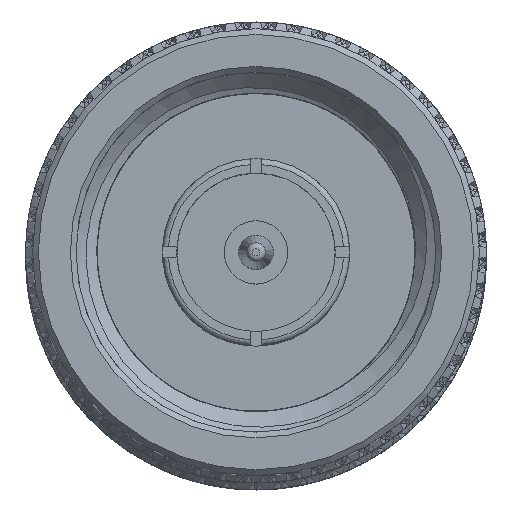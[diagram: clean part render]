
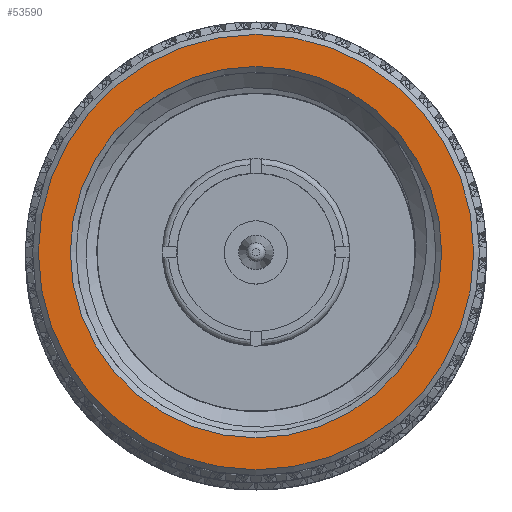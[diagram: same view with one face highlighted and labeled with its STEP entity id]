
A CAD part, top view. The second image highlights one B-rep face of the part: STEP entity #53590.
In plain terms, the highlighted face is planar.
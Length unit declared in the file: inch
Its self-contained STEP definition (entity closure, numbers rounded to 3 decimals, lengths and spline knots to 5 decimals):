
#2150 = ORIENTED_EDGE ( 'NONE', *, *, #35188, .T. ) ;
#4141 = DIRECTION ( 'NONE',  ( -1., 0., 0. ) ) ;
#18611 = VERTEX_POINT ( 'NONE', #84720 ) ;
#22188 = CARTESIAN_POINT ( 'NONE',  ( 0., 0.38809, 0. ) ) ;
#29125 = DIRECTION ( 'NONE',  ( 1., 0., 0. ) ) ;
#32975 = DIRECTION ( 'NONE',  ( 0., -1., 0. ) ) ;
#35188 = EDGE_CURVE ( 'NONE', #18611, #18611, #49286, .T. ) ;
#36894 = EDGE_CURVE ( 'NONE', #78375, #78375, #69606, .T. ) ;
#42586 = EDGE_LOOP ( 'NONE', ( #49153 ) ) ;
#47891 = EDGE_LOOP ( 'NONE', ( #2150 ) ) ;
#49153 = ORIENTED_EDGE ( 'NONE', *, *, #36894, .T. ) ;
#49286 = CIRCLE ( 'NONE', #80620, 0.3225 ) ;
#50626 = FACE_OUTER_BOUND ( 'NONE', #42586, .T. ) ;
#52077 = DIRECTION ( 'NONE',  ( -1., 0., 0. ) ) ;
#53590 = ADVANCED_FACE ( 'NONE', ( #74608, #50626 ), #74130, .T. ) ;
#55353 = CARTESIAN_POINT ( 'NONE',  ( 0., -0.37809, 0. ) ) ;
#63320 = CARTESIAN_POINT ( 'NONE',  ( 0., 0., 0. ) ) ;
#69606 = CIRCLE ( 'NONE', #82136, 0.37809 ) ;
#74130 = PLANE ( 'NONE',  #81038 ) ;
#74608 = FACE_BOUND ( 'NONE', #47891, .T. ) ;
#78375 = VERTEX_POINT ( 'NONE', #55353 ) ;
#80047 = CARTESIAN_POINT ( 'NONE',  ( 0., 0., 0. ) ) ;
#80620 = AXIS2_PLACEMENT_3D ( 'NONE', #80047, #29125, #81470 ) ;
#81038 = AXIS2_PLACEMENT_3D ( 'NONE', #22188, #52077, #81931 ) ;
#81470 = DIRECTION ( 'NONE',  ( 0., -1., 0. ) ) ;
#81931 = DIRECTION ( 'NONE',  ( 0., -1., 0. ) ) ;
#82136 = AXIS2_PLACEMENT_3D ( 'NONE', #63320, #4141, #32975 ) ;
#84720 = CARTESIAN_POINT ( 'NONE',  ( 0., -0.3225, 0. ) ) ;
